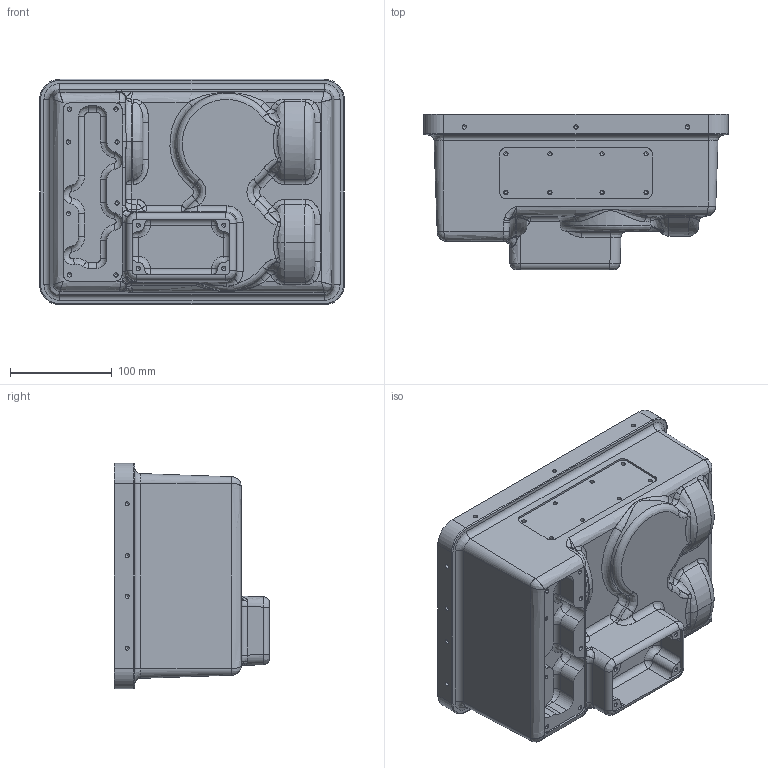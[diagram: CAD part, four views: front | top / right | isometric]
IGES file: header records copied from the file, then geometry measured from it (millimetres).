
Start section: START RECORD GO HERE.
Global section: file name: DCDC Maquette.igs; native system: DASSAULT SYSTEMES CATIA Version 5-6 Release 2014 - www.3ds.com; preprocessor: V5-6R2014_5.24.6.0.09-03-2015.15.00; author: admin; organization: DESKTOP-74U3LH3; date: 20180719.171112; units: millimetre
Bounding box: 300 x 152.76 x 222 mm (x, y, z)
Surface area: 275825.9 mm2 (no closed solid volume)
Topology: 0 solids, 0 shells, 458 faces, 2102 edges, 2034 vertices
Faces by surface type: revolution 306, bspline 88, plane 57, extrusion 7
